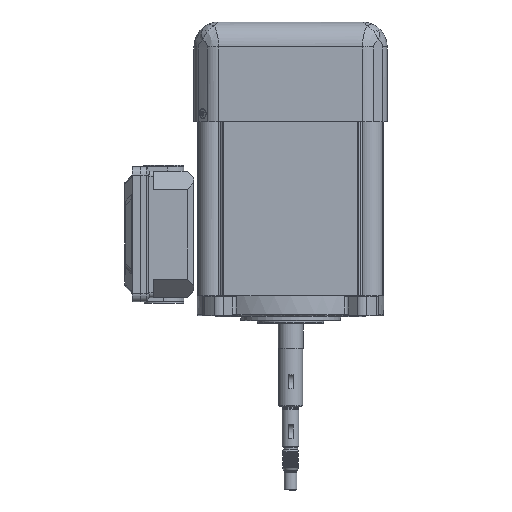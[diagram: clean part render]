
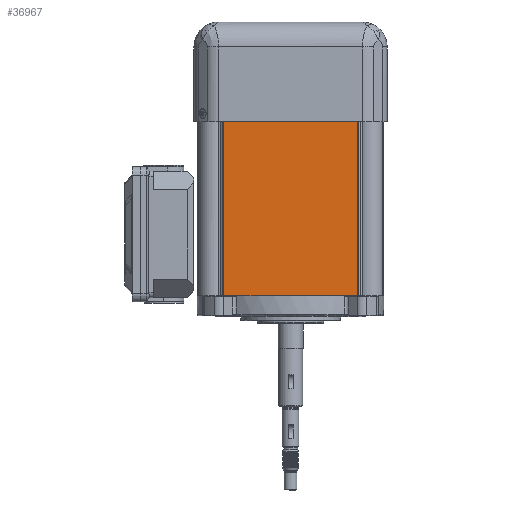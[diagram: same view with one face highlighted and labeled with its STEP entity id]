
A CAD part, left-side view. The second image highlights one B-rep face of the part: STEP entity #36967.
In plain terms, the highlighted planar face has unit normal (-1, 0, 0).
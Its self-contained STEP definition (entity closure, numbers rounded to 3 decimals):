
#324 = CARTESIAN_POINT ( 'NONE',  ( -56., 39.987, 117. ) ) ;
#3761 = ORIENTED_EDGE ( 'NONE', *, *, #10448, .T. ) ;
#6617 = EDGE_CURVE ( 'NONE', #18504, #14113, #37275, .T. ) ;
#7220 = CARTESIAN_POINT ( 'NONE',  ( -56., 0., 117. ) ) ;
#8760 = CARTESIAN_POINT ( 'NONE',  ( -56., 39.987, 117. ) ) ;
#9302 = VERTEX_POINT ( 'NONE', #27623 ) ;
#10002 = CARTESIAN_POINT ( 'NONE',  ( -56., -39.987, 117. ) ) ;
#10448 = EDGE_CURVE ( 'NONE', #13089, #14113, #15504, .T. ) ;
#12061 = DIRECTION ( 'NONE',  ( 1., 0., 0. ) ) ;
#13089 = VERTEX_POINT ( 'NONE', #26376 ) ;
#14113 = VERTEX_POINT ( 'NONE', #41787 ) ;
#15504 = LINE ( 'NONE', #30024, #32299 ) ;
#16225 = EDGE_CURVE ( 'NONE', #9302, #18504, #17860, .T. ) ;
#16930 = DIRECTION ( 'NONE',  ( 0., 0., 1. ) ) ;
#17860 = LINE ( 'NONE', #7220, #34633 ) ;
#18504 = VERTEX_POINT ( 'NONE', #34785 ) ;
#18756 = ORIENTED_EDGE ( 'NONE', *, *, #16225, .F. ) ;
#20067 = DIRECTION ( 'NONE',  ( 0., 0., -1. ) ) ;
#23630 = ORIENTED_EDGE ( 'NONE', *, *, #6617, .F. ) ;
#23826 = DIRECTION ( 'NONE',  ( 0., -1., 0. ) ) ;
#24642 = ORIENTED_EDGE ( 'NONE', *, *, #33108, .F. ) ;
#25661 = EDGE_LOOP ( 'NONE', ( #23630, #18756, #24642, #3761 ) ) ;
#26376 = CARTESIAN_POINT ( 'NONE',  ( -56., 39.987, 0. ) ) ;
#26663 = DIRECTION ( 'NONE',  ( 0., -1., 0. ) ) ;
#27623 = CARTESIAN_POINT ( 'NONE',  ( -56., 39.987, 117. ) ) ;
#28350 = VECTOR ( 'NONE', #20067, 1000. ) ;
#28774 = PLANE ( 'NONE',  #31654 ) ;
#30024 = CARTESIAN_POINT ( 'NONE',  ( -56., 0., 0. ) ) ;
#31654 = AXIS2_PLACEMENT_3D ( 'NONE', #8760, #12061, #35497 ) ;
#32299 = VECTOR ( 'NONE', #26663, 1000. ) ;
#33108 = EDGE_CURVE ( 'NONE', #13089, #9302, #41474, .T. ) ;
#34633 = VECTOR ( 'NONE', #23826, 1000. ) ;
#34785 = CARTESIAN_POINT ( 'NONE',  ( -56., -39.987, 117. ) ) ;
#35497 = DIRECTION ( 'NONE',  ( 0., 1., 0. ) ) ;
#36967 = ADVANCED_FACE ( 'NONE', ( #39651 ), #28774, .F. ) ;
#37275 = LINE ( 'NONE', #10002, #28350 ) ;
#39651 = FACE_OUTER_BOUND ( 'NONE', #25661, .T. ) ;
#40449 = VECTOR ( 'NONE', #16930, 1000. ) ;
#41474 = LINE ( 'NONE', #324, #40449 ) ;
#41787 = CARTESIAN_POINT ( 'NONE',  ( -56., -39.987, 0. ) ) ;
